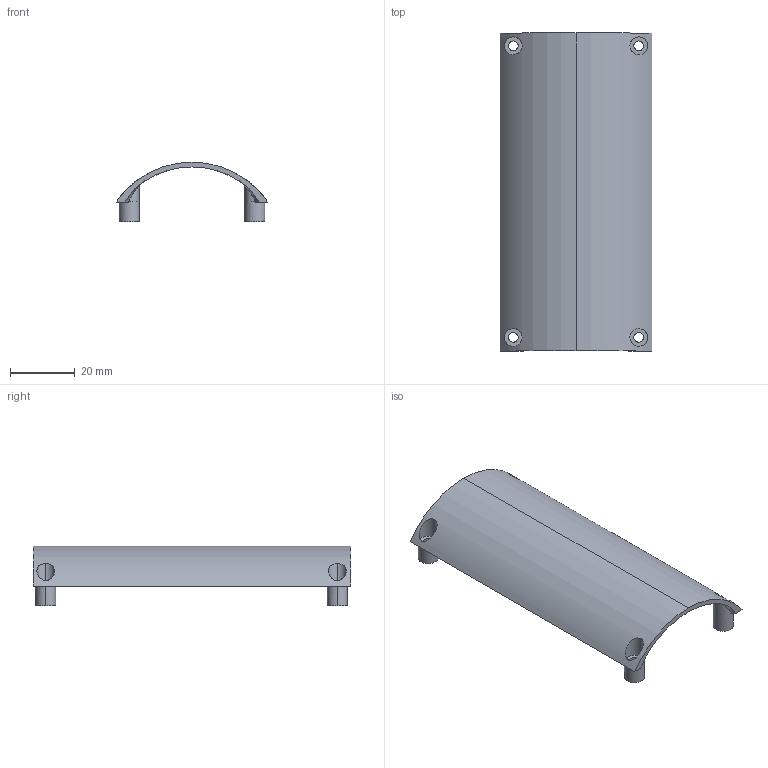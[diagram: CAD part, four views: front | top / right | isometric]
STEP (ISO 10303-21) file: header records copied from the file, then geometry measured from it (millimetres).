
FILE_DESCRIPTION (( 'STEP AP214' ), '1' );
FILE_NAME ('AVcoverV2.2.STEP', '2024-06-07T04:54:35', ( '' ), ( '' ), 'SwSTEP 2.0', 'SolidWorks 2024', '' );
FILE_SCHEMA (( 'AUTOMOTIVE_DESIGN' ));
Length unit declared in the file: millimetre
Products named in the file (1): AVcoverV2.2
Bounding box: 46.77 x 98.15 x 18.48 mm (x, y, z)
Volume: 8221.9 mm3; surface area: 11879.3 mm2
Topology: 1 solids, 1 shells, 44 faces, 114 edges, 76 vertices
Faces by surface type: cylinder 28, plane 12, bspline 4
Entity records: 3636 total; most frequent: CARTESIAN_POINT 2542, ORIENTED_EDGE 228, DIRECTION 212, EDGE_CURVE 114, AXIS2_PLACEMENT_3D 89, VERTEX_POINT 76, EDGE_LOOP 56, CIRCLE 48
